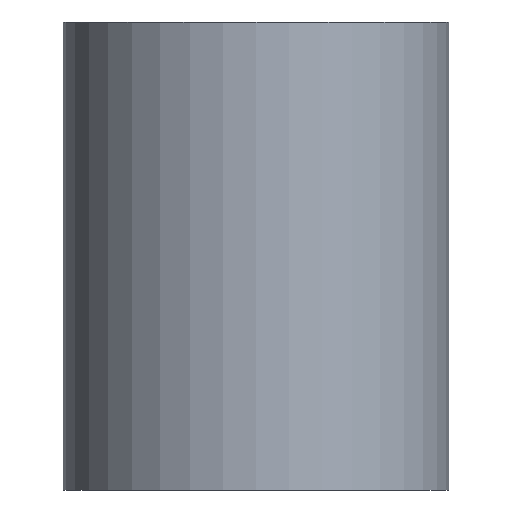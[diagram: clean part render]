
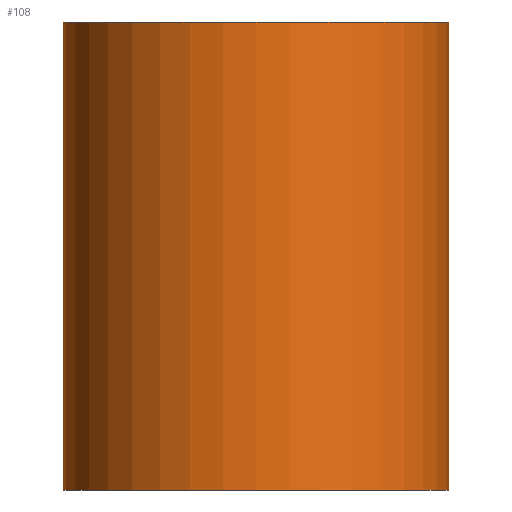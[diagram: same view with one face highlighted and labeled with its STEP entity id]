
A CAD part, front view. The second image highlights one B-rep face of the part: STEP entity #108.
In plain terms, the highlighted cylindrical face has radius 7 mm (diameter 14 mm), a partial arc.
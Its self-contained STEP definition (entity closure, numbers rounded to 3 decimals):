
#2 = CARTESIAN_POINT ( 'NONE',  ( 0., 0., 0. ) ) ;
#3 = DIRECTION ( 'NONE',  ( 0., 0., 1. ) ) ;
#4 = DIRECTION ( 'NONE',  ( 1., 0., 0. ) ) ;
#7 = VERTEX_POINT ( 'NONE', #123 ) ;
#9 = EDGE_CURVE ( 'NONE', #7, #53, #45, .T. ) ;
#15 = VERTEX_POINT ( 'NONE', #25 ) ;
#25 = CARTESIAN_POINT ( 'NONE',  ( 7., 0., -17. ) ) ;
#42 = DIRECTION ( 'NONE',  ( 0., 0., 1. ) ) ;
#43 = VECTOR ( 'NONE', #42, 1000. ) ;
#44 = CARTESIAN_POINT ( 'NONE',  ( -7., 0., 0. ) ) ;
#45 = LINE ( 'NONE', #44, #43 ) ;
#53 = VERTEX_POINT ( 'NONE', #149 ) ;
#56 = VERTEX_POINT ( 'NONE', #188 ) ;
#58 = EDGE_CURVE ( 'NONE', #15, #56, #182, .T. ) ;
#92 = ORIENTED_EDGE ( 'NONE', *, *, #58, .T. ) ;
#100 = ORIENTED_EDGE ( 'NONE', *, *, #114, .F. ) ;
#101 = ORIENTED_EDGE ( 'NONE', *, *, #9, .F. ) ;
#108 = ADVANCED_FACE ( 'NONE', ( #165 ), #159, .T. ) ;
#109 = ORIENTED_EDGE ( 'NONE', *, *, #145, .T. ) ;
#112 = EDGE_LOOP ( 'NONE', ( #101, #109, #92, #100 ) ) ;
#114 = EDGE_CURVE ( 'NONE', #53, #56, #345, .T. ) ;
#123 = CARTESIAN_POINT ( 'NONE',  ( -7., 0., -17. ) ) ;
#145 = EDGE_CURVE ( 'NONE', #7, #15, #317, .T. ) ;
#149 = CARTESIAN_POINT ( 'NONE',  ( -7., 0., 0. ) ) ;
#159 = CYLINDRICAL_SURFACE ( 'NONE', #160, 7. ) ;
#160 = AXIS2_PLACEMENT_3D ( 'NONE', #2, #3, #4 ) ;
#165 = FACE_OUTER_BOUND ( 'NONE', #112, .T. ) ;
#182 = LINE ( 'NONE', #247, #246 ) ;
#188 = CARTESIAN_POINT ( 'NONE',  ( 7., 0., 0. ) ) ;
#245 = DIRECTION ( 'NONE',  ( 0., 0., 1. ) ) ;
#246 = VECTOR ( 'NONE', #245, 1000. ) ;
#247 = CARTESIAN_POINT ( 'NONE',  ( 7., 0., 0. ) ) ;
#314 = DIRECTION ( 'NONE',  ( 1., 0., 0. ) ) ;
#315 = DIRECTION ( 'NONE',  ( 0., 0., 1. ) ) ;
#316 = AXIS2_PLACEMENT_3D ( 'NONE', #327, #315, #314 ) ;
#317 = CIRCLE ( 'NONE', #316, 7. ) ;
#327 = CARTESIAN_POINT ( 'NONE',  ( 0., 0., -17. ) ) ;
#339 = DIRECTION ( 'NONE',  ( 0., 0., 1. ) ) ;
#342 = DIRECTION ( 'NONE',  ( 1., 0., 0. ) ) ;
#343 = AXIS2_PLACEMENT_3D ( 'NONE', #344, #339, #342 ) ;
#344 = CARTESIAN_POINT ( 'NONE',  ( 0., 0., 0. ) ) ;
#345 = CIRCLE ( 'NONE', #343, 7. ) ;
